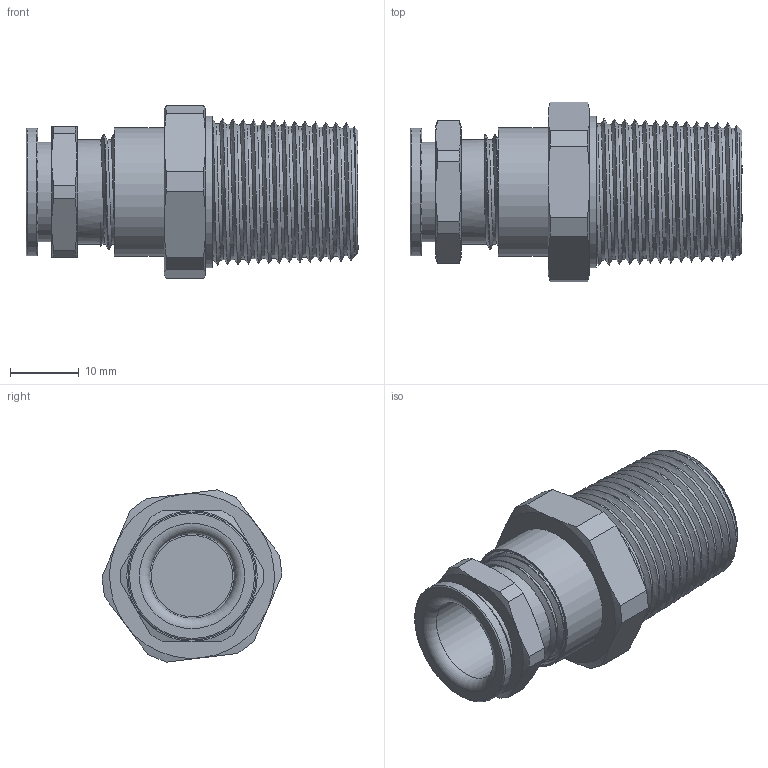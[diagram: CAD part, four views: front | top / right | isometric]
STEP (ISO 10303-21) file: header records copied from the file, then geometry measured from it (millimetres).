
FILE_DESCRIPTION(/* description */ ('ADE-1F2 NPT 1/2"'),/* implementation_level */ '2;1');
FILE_NAME(/* name */ '00808694V1-RST.stp',/* time_stamp */ '2020-03-04T15:55:58+01:00',/* author */ ('sl'),/* organization */ (''),/* preprocessor_version */ 'ST-DEVELOPER v16.5',/* originating_system */ 'Autodesk Inventor 2017',/* authorisation */ '');
FILE_SCHEMA (('AUTOMOTIVE_DESIGN { 1 0 10303 214 3 1 1 }'));
Length unit declared in the file: millimetre
Products named in the file (5): 00808694V1; 00808694V1_1; 00808694V1_2; 00808694V1_3; 00808694V1_4
Assembly tree (4 placements, depth 2):
  00808694V1
    00808694V1_1
    00808694V1_2
    00808694V1_3
    00808694V1_4
Bounding box: 48.33 x 26.2 x 25.09 mm (x, y, z)
Volume: 7146 mm3; surface area: 10920.9 mm2
Topology: 4 solids, 4 shells, 125 faces, 272 edges, 169 vertices
Faces by surface type: plane 47, cone 33, cylinder 29, torus 9, bspline 7
Full cylindrical faces by diameter (mm): 11.86 x1, 12 x1, 12.17 x1, 12.33 x1, 13.3 x1, 13.34 x1, 14.45 x1, 14.8 x1, 15.178 x4, 15.9 x2, 15.92 x1, 16.05 x1, 16.12 x6, 18.61 x1, 18.77 x1, 22.05 x1
Entity records: 7725 total; most frequent: CARTESIAN_POINT 5405, DIRECTION 448, ORIENTED_EDGE 406, AXIS2_PLACEMENT_3D 212, EDGE_CURVE 203, EDGE_LOOP 169, VERTEX_POINT 144, FACE_OUTER_BOUND 115
